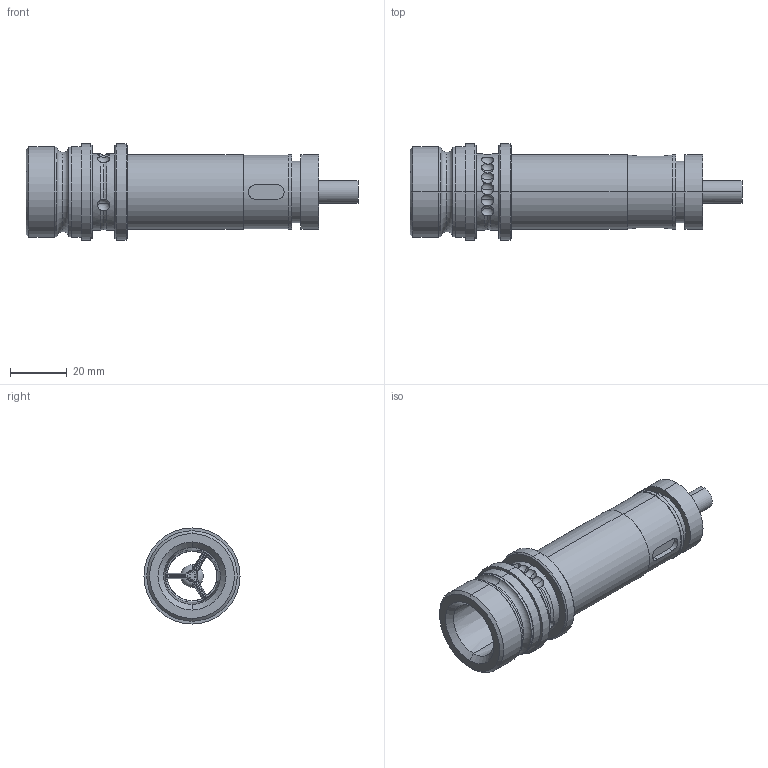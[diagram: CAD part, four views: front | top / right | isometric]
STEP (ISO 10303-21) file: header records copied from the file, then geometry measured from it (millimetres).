
FILE_DESCRIPTION (( 'STEP AP214' ), '1' );
FILE_NAME ('30388135_Führungskörper~01.STEP', '2018-10-08T11:23:03', ( '' ), ( '' ), 'SwSTEP 2.0', 'SolidWorks 2017', '' );
FILE_SCHEMA (( 'AUTOMOTIVE_DESIGN' ));
Length unit declared in the file: millimetre
Products named in the file (1): 30388135_F黨rungsk鰎per~01
Bounding box: 117.14 x 33.9 x 33.9 mm (x, y, z)
Volume: 36867 mm3; surface area: 20748.8 mm2
Topology: 1 solids, 1 shells, 160 faces, 410 edges, 259 vertices
Faces by surface type: cylinder 39, torus 38, plane 29, cone 23, sphere 19, bspline 12
Entity records: 5953 total; most frequent: CARTESIAN_POINT 2130, ORIENTED_EDGE 816, DIRECTION 757, EDGE_CURVE 408, AXIS2_PLACEMENT_3D 338, VERTEX_POINT 259, CIRCLE 189, EDGE_LOOP 175
